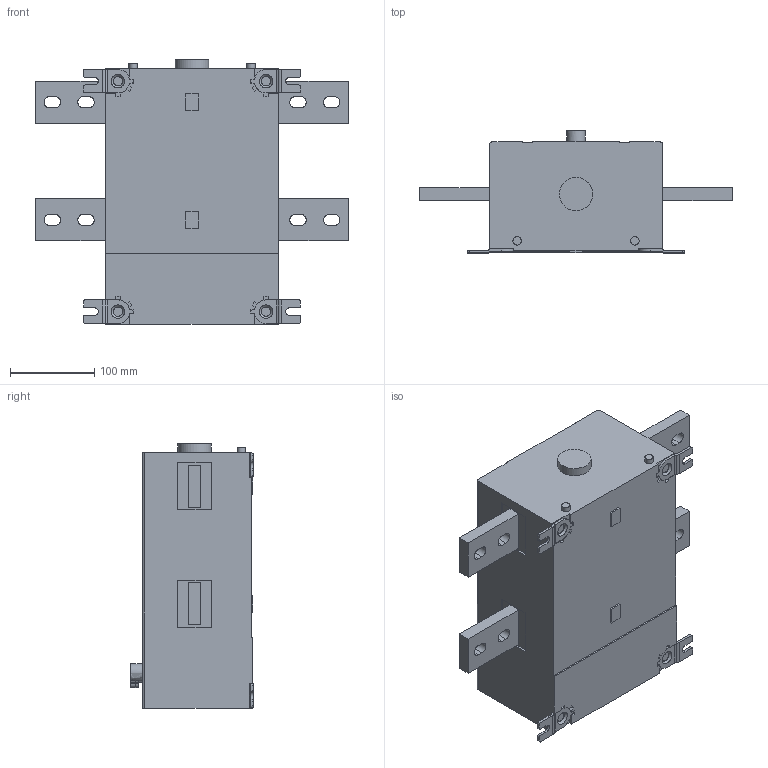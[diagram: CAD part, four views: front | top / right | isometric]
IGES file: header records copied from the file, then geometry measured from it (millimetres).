
Global section: file name: OT1600E02W4.igs; preprocessor: I-DEAS 3D IGES Translator 11; date: 20070316.092935; units: millimetre
Bounding box: 372 x 145.9 x 314.5 mm (x, y, z)
Volume: 8368934.6 mm3; surface area: 319161.7 mm2
Topology: 1 solids, 1 shells, 340 faces, 955 edges, 638 vertices
Faces by surface type: bspline 340
